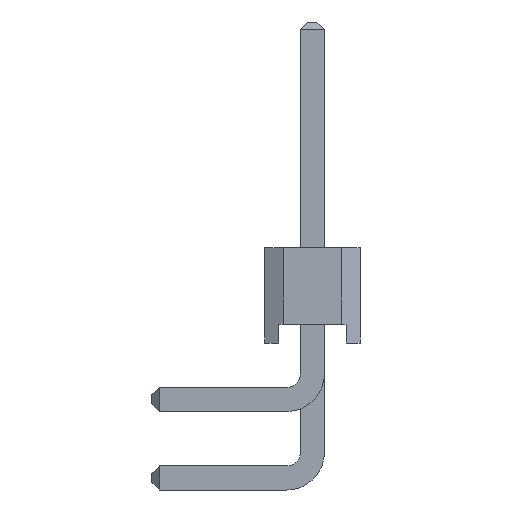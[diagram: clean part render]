
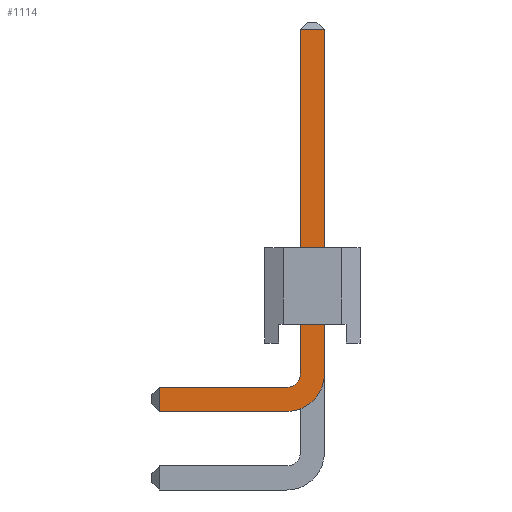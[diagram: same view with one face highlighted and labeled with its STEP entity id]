
A CAD part, left-side view. The second image highlights one B-rep face of the part: STEP entity #1114.
In plain terms, the highlighted planar face has unit normal (-1, 0, 0).
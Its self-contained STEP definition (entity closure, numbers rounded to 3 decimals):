
#1114 = ADVANCED_FACE( '', ( #2458 ), #2459, .T. );
#2458 = FACE_OUTER_BOUND( '', #4100, .T. );
#2459 = PLANE( '', #4101 );
#4100 = EDGE_LOOP( '', ( #7385, #7386, #7387, #7388, #7389, #7390, #7391, #7392 ) );
#4101 = AXIS2_PLACEMENT_3D( '', #7393, #7394, #7395 );
#7385 = ORIENTED_EDGE( '', *, *, #9902, .F. );
#7386 = ORIENTED_EDGE( '', *, *, #11179, .T. );
#7387 = ORIENTED_EDGE( '', *, *, #11180, .F. );
#7388 = ORIENTED_EDGE( '', *, *, #10367, .F. );
#7389 = ORIENTED_EDGE( '', *, *, #10554, .F. );
#7390 = ORIENTED_EDGE( '', *, *, #10901, .T. );
#7391 = ORIENTED_EDGE( '', *, *, #10167, .F. );
#7392 = ORIENTED_EDGE( '', *, *, #11181, .F. );
#7393 = CARTESIAN_POINT( '', ( -0.32, 0.68, -4.18 ) );
#7394 = DIRECTION( '', ( -1., 0., 0. ) );
#7395 = DIRECTION( '', ( 0., 0., 1. ) );
#9902 = EDGE_CURVE( '', #11929, #11931, #11932, .T. );
#10167 = EDGE_CURVE( '', #12399, #12400, #12401, .T. );
#10367 = EDGE_CURVE( '', #12738, #12739, #12740, .T. );
#10554 = EDGE_CURVE( '', #12762, #12738, #13046, .T. );
#10901 = EDGE_CURVE( '', #12762, #12400, #13584, .T. );
#11179 = EDGE_CURVE( '', #11929, #13991, #13992, .T. );
#11180 = EDGE_CURVE( '', #12739, #13991, #13993, .T. );
#11181 = EDGE_CURVE( '', #11931, #12399, #13994, .T. );
#11929 = VERTEX_POINT( '', #14936 );
#11931 = VERTEX_POINT( '', #14939 );
#11932 = LINE( '', #14940, #14941 );
#12399 = VERTEX_POINT( '', #15623 );
#12400 = VERTEX_POINT( '', #15624 );
#12401 = LINE( '', #15625, #15626 );
#12738 = VERTEX_POINT( '', #16120 );
#12739 = VERTEX_POINT( '', #16121 );
#12740 = CIRCLE( '', #16122, 1. );
#12762 = VERTEX_POINT( '', #16155 );
#13046 = LINE( '', #16574, #16575 );
#13584 = LINE( '', #17378, #17379 );
#13991 = VERTEX_POINT( '', #17993 );
#13992 = LINE( '', #17994, #17995 );
#13993 = LINE( '', #17996, #17997 );
#13994 = CIRCLE( '', #17998, 0.36 );
#14936 = CARTESIAN_POINT( '', ( -0.32, 4.07, -4.54 ) );
#14939 = CARTESIAN_POINT( '', ( -0.32, 0.68, -4.54 ) );
#14940 = CARTESIAN_POINT( '', ( -0.32, 4.27, -4.54 ) );
#14941 = VECTOR( '', #19236, 1000. );
#15623 = CARTESIAN_POINT( '', ( -0.32, 0.32, -4.18 ) );
#15624 = CARTESIAN_POINT( '', ( -0.32, 0.32, 4.98 ) );
#15625 = CARTESIAN_POINT( '', ( -0.32, 0.32, -4.18 ) );
#15626 = VECTOR( '', #19452, 1000. );
#16120 = CARTESIAN_POINT( '', ( -0.32, -0.32, -4.18 ) );
#16121 = CARTESIAN_POINT( '', ( -0.32, 0.68, -5.18 ) );
#16122 = AXIS2_PLACEMENT_3D( '', #19616, #19617, #19618 );
#16155 = CARTESIAN_POINT( '', ( -0.32, -0.32, 4.98 ) );
#16574 = CARTESIAN_POINT( '', ( -0.32, -0.32, -4.18 ) );
#16575 = VECTOR( '', #19765, 1000. );
#17378 = CARTESIAN_POINT( '', ( -0.32, 0.32, 4.98 ) );
#17379 = VECTOR( '', #20031, 1000. );
#17993 = CARTESIAN_POINT( '', ( -0.32, 4.07, -5.18 ) );
#17994 = CARTESIAN_POINT( '', ( -0.32, 4.07, -5.18 ) );
#17995 = VECTOR( '', #20239, 1000. );
#17996 = CARTESIAN_POINT( '', ( -0.32, 4.27, -5.18 ) );
#17997 = VECTOR( '', #20240, 1000. );
#17998 = AXIS2_PLACEMENT_3D( '', #20241, #20242, #20243 );
#19236 = DIRECTION( '', ( 0., -1., 0. ) );
#19452 = DIRECTION( '', ( 0., 0., 1. ) );
#19616 = CARTESIAN_POINT( '', ( -0.32, 0.68, -4.18 ) );
#19617 = DIRECTION( '', ( 1., 0., 0. ) );
#19618 = DIRECTION( '', ( 0., 1., 0. ) );
#19765 = DIRECTION( '', ( 0., 0., -1. ) );
#20031 = DIRECTION( '', ( 0., 1., 0. ) );
#20239 = DIRECTION( '', ( 0., 0., -1. ) );
#20240 = DIRECTION( '', ( 0., 1., 0. ) );
#20241 = CARTESIAN_POINT( '', ( -0.32, 0.68, -4.18 ) );
#20242 = DIRECTION( '', ( -1., 0., 0. ) );
#20243 = DIRECTION( '', ( 0., 1., 0. ) );
